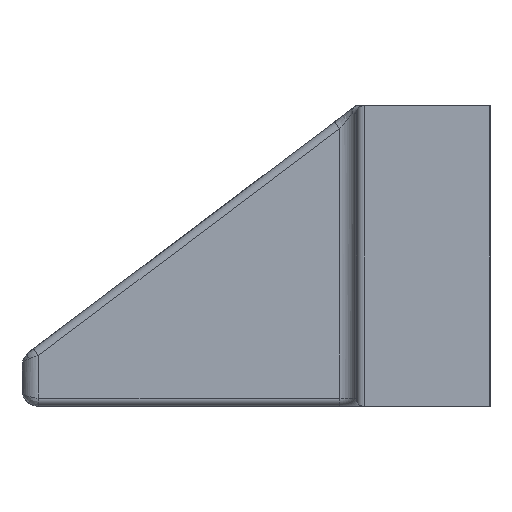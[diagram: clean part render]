
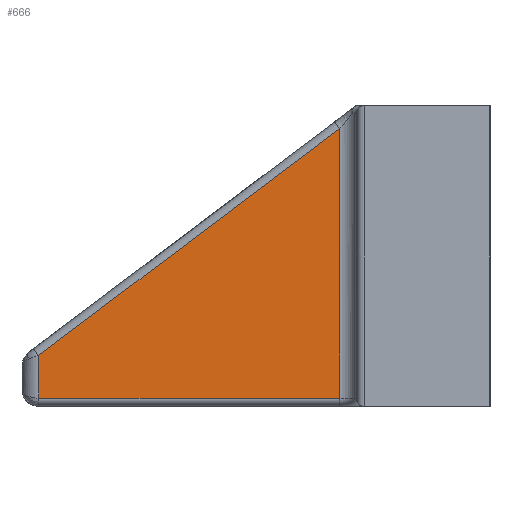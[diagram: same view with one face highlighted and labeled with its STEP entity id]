
A CAD part, left-side view. The second image highlights one B-rep face of the part: STEP entity #666.
In plain terms, the highlighted planar face has unit normal (-1, 0, 0).
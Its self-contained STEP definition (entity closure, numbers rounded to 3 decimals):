
#70 = ORIENTED_EDGE ( 'NONE', *, *, #1967, .T. ) ;
#102 = EDGE_CURVE ( 'NONE', #1101, #1750, #1966, .T. ) ;
#147 = DIRECTION ( 'NONE',  ( 0., 0., -1. ) ) ;
#330 = EDGE_LOOP ( 'NONE', ( #70, #1344, #1335, #1455 ) ) ;
#363 = LINE ( 'NONE', #1560, #2059 ) ;
#444 = CARTESIAN_POINT ( 'NONE',  ( -69.5, 27., -8.5 ) ) ;
#567 = VERTEX_POINT ( 'NONE', #1005 ) ;
#641 = VECTOR ( 'NONE', #1464, 1000. ) ;
#659 = VECTOR ( 'NONE', #1999, 1000. ) ;
#666 = ADVANCED_FACE ( 'NONE', ( #844 ), #1875, .T. ) ;
#684 = CARTESIAN_POINT ( 'NONE',  ( -69.5, 0., 0. ) ) ;
#790 = CARTESIAN_POINT ( 'NONE',  ( -69.5, 9., -8.5 ) ) ;
#844 = FACE_OUTER_BOUND ( 'NONE', #330, .T. ) ;
#879 = DIRECTION ( 'NONE',  ( 0., 0., 1. ) ) ;
#1005 = CARTESIAN_POINT ( 'NONE',  ( -69.5, 27., -5.944 ) ) ;
#1049 = VERTEX_POINT ( 'NONE', #1092 ) ;
#1092 = CARTESIAN_POINT ( 'NONE',  ( -69.5, 9., 7.62 ) ) ;
#1101 = VERTEX_POINT ( 'NONE', #444 ) ;
#1182 = CARTESIAN_POINT ( 'NONE',  ( -69.5, 27., 0. ) ) ;
#1335 = ORIENTED_EDGE ( 'NONE', *, *, #1798, .T. ) ;
#1344 = ORIENTED_EDGE ( 'NONE', *, *, #102, .T. ) ;
#1455 = ORIENTED_EDGE ( 'NONE', *, *, #1532, .T. ) ;
#1464 = DIRECTION ( 'NONE',  ( 0., -1., 0. ) ) ;
#1532 = EDGE_CURVE ( 'NONE', #1049, #567, #1871, .T. ) ;
#1560 = CARTESIAN_POINT ( 'NONE',  ( -69.5, 9., 9. ) ) ;
#1712 = CARTESIAN_POINT ( 'NONE',  ( -69.5, 9., -8.5 ) ) ;
#1750 = VERTEX_POINT ( 'NONE', #1712 ) ;
#1798 = EDGE_CURVE ( 'NONE', #1750, #1049, #363, .T. ) ;
#1841 = LINE ( 'NONE', #1182, #2133 ) ;
#1864 = DIRECTION ( 'NONE',  ( -1., 0., 0. ) ) ;
#1871 = LINE ( 'NONE', #2196, #659 ) ;
#1875 = PLANE ( 'NONE',  #2175 ) ;
#1966 = LINE ( 'NONE', #790, #641 ) ;
#1967 = EDGE_CURVE ( 'NONE', #567, #1101, #1841, .T. ) ;
#1999 = DIRECTION ( 'NONE',  ( 0., 0.799, -0.602 ) ) ;
#2059 = VECTOR ( 'NONE', #879, 1000. ) ;
#2065 = DIRECTION ( 'NONE',  ( 0., 0., -1. ) ) ;
#2133 = VECTOR ( 'NONE', #147, 1000. ) ;
#2175 = AXIS2_PLACEMENT_3D ( 'NONE', #684, #1864, #2065 ) ;
#2196 = CARTESIAN_POINT ( 'NONE',  ( -69.5, 6.922, 9.186 ) ) ;
